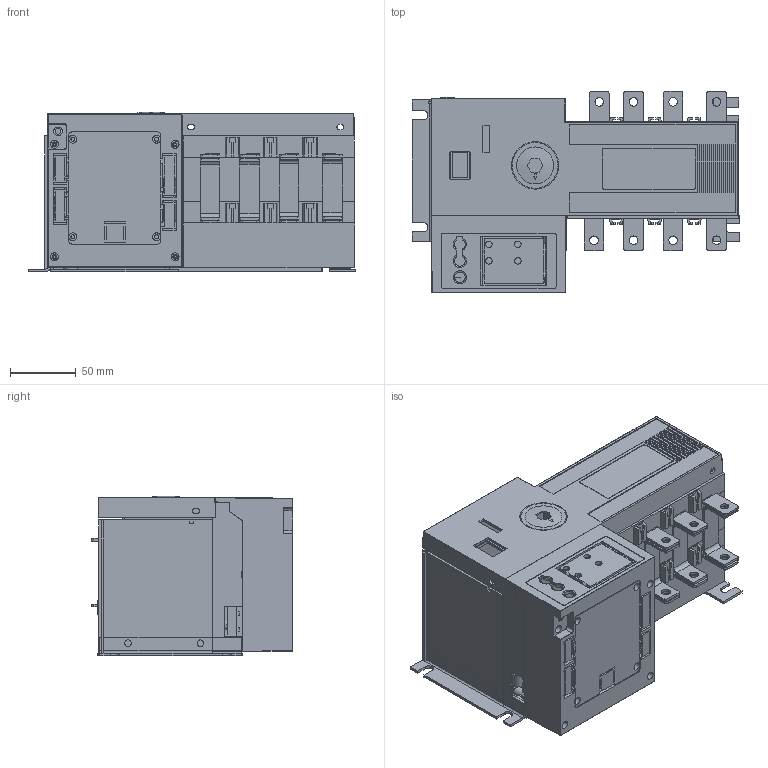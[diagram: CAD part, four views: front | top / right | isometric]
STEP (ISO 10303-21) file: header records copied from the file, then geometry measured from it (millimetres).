
FILE_DESCRIPTION(/* description */ ('Unknown'),/* implementation_level */ '2;1');
FILE_NAME(/* name */ 'ATS 125A ',/* time_stamp */ '2025-08-14T15:32:29+05:30',/* author */ ('Unknown'),/* organization */ ('Unknown'),/* preprocessor_version */ 'ST-DEVELOPER v19.4',/* originating_system */ 'Solid Edge',/* authorisation */ 'Unknown');
FILE_SCHEMA (('AUTOMOTIVE_DESIGN {1 0 10303 214 3 1 1}'));
Products named in the file (15): ATS 125A ; CLAMP BRASS; Clmap brass; Middle; Top_; Asm3; COVER; ATES 125 ASSEMBLY _3D PRINTING FINAL; MOUNTING LAG; SIDE PLATE; Ring; BOTTOM; MOUNTING; sIDE pLATE 0; 11
Assembly tree (34 placements, depth 4):
  ATS 125A 
    CLAMP BRASS  x16
    Clmap brass  x4
    Middle  x2
    Top_  x2
    Asm3
      COVER
        ATES 125 ASSEMBLY _3D PRINTING FINAL
    MOUNTING LAG
    SIDE PLATE
    Ring
    BOTTOM
    MOUNTING
    sIDE pLATE 0
    11
Bounding box: 248.7 x 152.72 x 121 mm (x, y, z)
Volume: 638248.3 mm3; surface area: 471185.3 mm2
Topology: 32 solids, 32 shells, 3635 faces, 9937 edges, 6465 vertices
Faces by surface type: plane 2712, cylinder 699, torus 109, sphere 59, cone 40, bspline 16
Full cylindrical faces by diameter (mm): 2.459 x4, 2.5 x4, 4.134 x1, 4.5 x28, 5 x22, 6.5 x16, 7 x8, 7.5 x8, 8 x6, 8.5 x8, 10 x1, 11 x3, 12.28 x1, 17.6 x1, 18 x1, 23 x1, 25.67 x2, 34.75 x1
Entity records: 89269 total; most frequent: CARTESIAN_POINT 16677, ORIENTED_EDGE 15150, DIRECTION 14146, EDGE_CURVE 7575, LINE 6364, VECTOR 6364, VERTEX_POINT 5010, AXIS2_PLACEMENT_3D 3891
